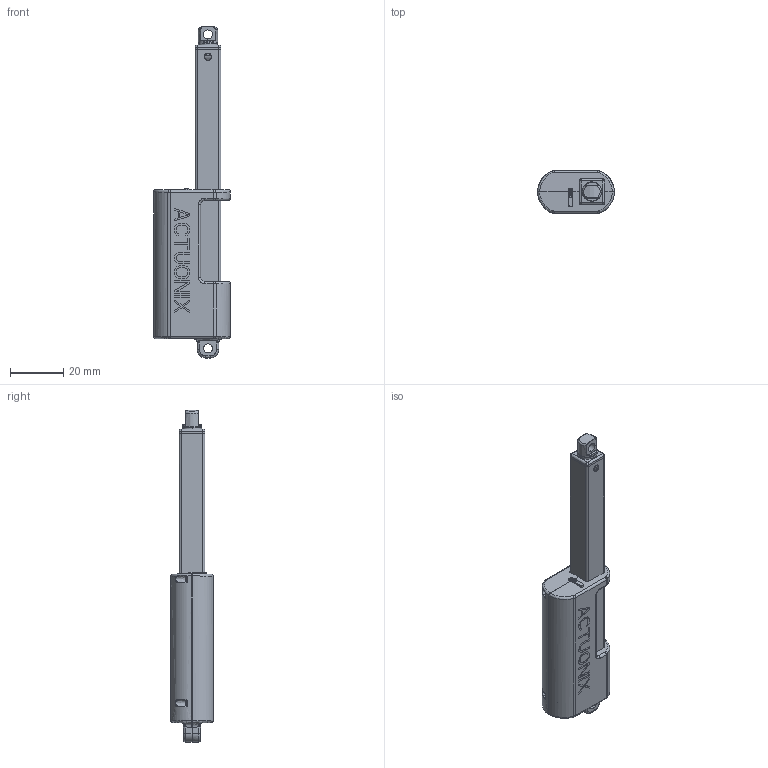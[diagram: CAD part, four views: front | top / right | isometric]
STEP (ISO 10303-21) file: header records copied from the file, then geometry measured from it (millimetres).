
FILE_DESCRIPTION(('FreeCAD Model'),'2;1');
FILE_NAME('Open CASCADE Shape Model','2025-04-29T08:32:24',('FreeCAD'),( 'FreeCAD'),'Open CASCADE STEP processor 7.6','FreeCAD','Unknown');
FILE_SCHEMA(('AUTOMOTIVE_DESIGN { 1 0 10303 214 1 1 1 1 }'));
Products named in the file (1): Open CASCADE STEP translator 7.6 1
Bounding box: 28.89 x 16.05 x 125.09 mm (x, y, z)
Volume: 11228.9 mm3; surface area: 21096.3 mm2
Topology: 12 solids, 12 shells, 1516 faces, 3753 edges, 2297 vertices
Faces by surface type: bspline 1516
Entity records: 48231 total; most frequent: CARTESIAN_POINT 26912, ORIENTED_EDGE 7464, EDGE_CURVE 3732, B_SPLINE_CURVE_WITH_KNOTS 2396, VERTEX_POINT 2297, FACE_BOUND 1607, EDGE_LOOP 1607, ADVANCED_FACE 1516
